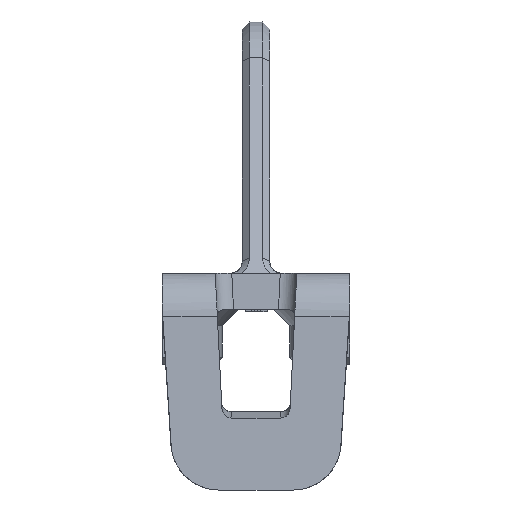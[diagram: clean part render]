
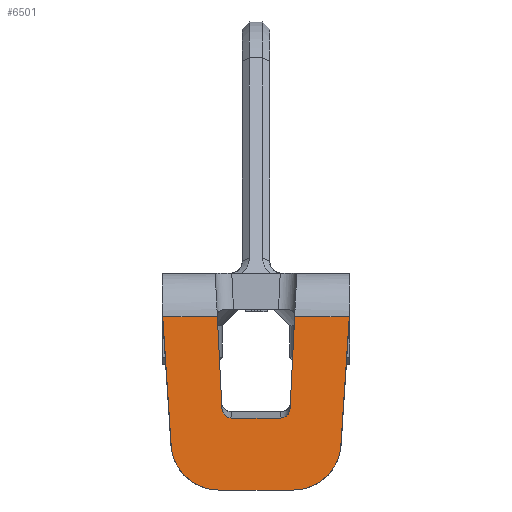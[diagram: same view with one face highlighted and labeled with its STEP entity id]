
A CAD part, left-side view. The second image highlights one B-rep face of the part: STEP entity #6501.
In plain terms, the highlighted planar face has unit normal (-0.996, 0, 0.087).
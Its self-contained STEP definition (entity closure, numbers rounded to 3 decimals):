
#1694=DIRECTION('',(0.087,0.049,0.995));
#1695=VECTOR('',#1694,3.85);
#1696=CARTESIAN_POINT('',(-28.462,1.425,
-5.656));
#1697=LINE('',#1696,#1695);
#1781=CARTESIAN_POINT('',(-28.127,-3.898,
-1.826));
#1786=DIRECTION('',(0.,1.,0.));
#1787=VECTOR('',#1786,2.283);
#1788=CARTESIAN_POINT('',(-28.127,-3.898,
-1.826));
#1789=LINE('',#1788,#1787);
#1802=DIRECTION('',(0.,1.,0.));
#1803=VECTOR('',#1802,2.283);
#1804=CARTESIAN_POINT('',(-28.127,1.615,
-1.826));
#1805=LINE('',#1804,#1803);
#1806=CARTESIAN_POINT('',(-28.127,3.898,
-1.826));
#1820=DIRECTION('',(-0.087,0.049,-0.995));
#1821=VECTOR('',#1820,3.85);
#1822=CARTESIAN_POINT('',(-28.127,-1.615,
-1.826));
#1823=LINE('',#1822,#1821);
#1828=DIRECTION('',(0.,1.,0.));
#1829=VECTOR('',#1828,2.048);
#1830=CARTESIAN_POINT('',(-28.497,-1.024,
-6.049));
#1831=LINE('',#1830,#1829);
#1832=DIRECTION('',(-0.087,0.065,-0.994));
#1833=VECTOR('',#1832,5.396);
#1834=CARTESIAN_POINT('',(-28.127,-3.898,
-1.826));
#1835=LINE('',#1834,#1833);
#1836=CARTESIAN_POINT('',(-28.76,-1.55,-9.06));
#1837=CARTESIAN_POINT('',(-28.76,-1.863,-9.06));
#1838=CARTESIAN_POINT('',(-28.749,-2.367,
-8.93));
#1839=CARTESIAN_POINT('',(-28.715,-2.946,
-8.547));
#1840=CARTESIAN_POINT('',(-28.667,-3.365,
-7.994));
#1841=CARTESIAN_POINT('',(-28.624,-3.527,
-7.501));
#1842=CARTESIAN_POINT('',(-28.596,-3.547,
-7.189));
#1844=DIRECTION('',(0.,1.,0.));
#1845=VECTOR('',#1844,3.101);
#1846=CARTESIAN_POINT('',(-28.76,-1.55,-9.06));
#1847=LINE('',#1846,#1845);
#1848=CARTESIAN_POINT('',(-28.596,3.547,
-7.189));
#1849=CARTESIAN_POINT('',(-28.624,3.527,
-7.501));
#1850=CARTESIAN_POINT('',(-28.667,3.365,
-7.994));
#1851=CARTESIAN_POINT('',(-28.715,2.946,
-8.547));
#1852=CARTESIAN_POINT('',(-28.749,2.367,
-8.93));
#1853=CARTESIAN_POINT('',(-28.76,1.863,-9.06));
#1854=CARTESIAN_POINT('',(-28.76,1.55,-9.06));
#1856=DIRECTION('',(-0.087,-0.065,-0.994));
#1857=VECTOR('',#1856,5.396);
#1858=CARTESIAN_POINT('',(-28.127,3.898,
-1.826));
#1859=LINE('',#1858,#1857);
#1866=CARTESIAN_POINT('',(-28.497,1.024,
-6.049));
#1867=CARTESIAN_POINT('',(-28.497,1.154,
-6.049));
#1868=CARTESIAN_POINT('',(-28.488,1.318,
-5.951));
#1869=CARTESIAN_POINT('',(-28.473,1.419,
-5.785));
#1870=CARTESIAN_POINT('',(-28.462,1.425,
-5.656));
#1950=CARTESIAN_POINT('',(-28.462,-1.425,
-5.656));
#1951=CARTESIAN_POINT('',(-28.473,-1.419,
-5.785));
#1952=CARTESIAN_POINT('',(-28.488,-1.318,
-5.951));
#1953=CARTESIAN_POINT('',(-28.497,-1.154,
-6.049));
#1954=CARTESIAN_POINT('',(-28.497,-1.024,
-6.049));
#4046=VERTEX_POINT('',#1806);
#4047=VERTEX_POINT('',#1781);
#4051=CARTESIAN_POINT('',(-28.596,3.547,
-7.189));
#4052=VERTEX_POINT('',#4051);
#4053=VERTEX_POINT('',#1854);
#4054=VERTEX_POINT('',#1836);
#4055=VERTEX_POINT('',#1842);
#4076=CARTESIAN_POINT('',(-28.127,-1.615,
-1.826));
#4077=VERTEX_POINT('',#4076);
#4078=CARTESIAN_POINT('',(-28.127,1.615,
-1.826));
#4079=VERTEX_POINT('',#4078);
#4096=CARTESIAN_POINT('',(-28.462,-1.425,
-5.656));
#4098=VERTEX_POINT('',#4096);
#4100=CARTESIAN_POINT('',(-28.497,-1.024,
-6.049));
#4102=VERTEX_POINT('',#4100);
#4105=CARTESIAN_POINT('',(-28.462,1.425,
-5.656));
#4107=VERTEX_POINT('',#4105);
#4109=CARTESIAN_POINT('',(-28.497,1.024,
-6.049));
#4111=VERTEX_POINT('',#4109);
#6474=CARTESIAN_POINT('',(-28.76,-3.915,-9.06));
#6475=DIRECTION('',(-0.996,0.,0.087));
#6476=DIRECTION('',(0.087,0.,0.996));
#6477=AXIS2_PLACEMENT_3D('',#6474,#6475,#6476);
#6478=PLANE('',#6477);
#6479=ORIENTED_EDGE('',*,*,#6357,.F.);
#6481=ORIENTED_EDGE('',*,*,#6480,.F.);
#6483=ORIENTED_EDGE('',*,*,#6482,.F.);
#6485=ORIENTED_EDGE('',*,*,#6484,.F.);
#6486=ORIENTED_EDGE('',*,*,#6464,.F.);
#6487=ORIENTED_EDGE('',*,*,#6436,.F.);
#6489=ORIENTED_EDGE('',*,*,#6488,.T.);
#6491=ORIENTED_EDGE('',*,*,#6490,.F.);
#6493=ORIENTED_EDGE('',*,*,#6492,.T.);
#6495=ORIENTED_EDGE('',*,*,#6494,.F.);
#6497=ORIENTED_EDGE('',*,*,#6496,.F.);
#6498=ORIENTED_EDGE('',*,*,#6449,.F.);
#6499=EDGE_LOOP('',(#6479,#6481,#6483,#6485,#6486,#6487,#6489,#6491,#6493,#6495,
#6497,#6498));
#6500=FACE_OUTER_BOUND('',#6499,.F.);
#6501=ADVANCED_FACE('',(#6500),#6478,.T.);
#1843=B_SPLINE_CURVE_WITH_KNOTS('',3,(#1836,#1837,#1838,#1839,#1840,#1841,
#1842),.UNSPECIFIED.,.F.,.F.,(4,1,1,1,4),(0.,0.25,0.5,0.75,1.),
.UNSPECIFIED.);
#1855=B_SPLINE_CURVE_WITH_KNOTS('',3,(#1848,#1849,#1850,#1851,#1852,#1853,
#1854),.UNSPECIFIED.,.F.,.F.,(4,1,1,1,4),(0.,0.25,0.5,0.75,1.),
.UNSPECIFIED.);
#1871=B_SPLINE_CURVE_WITH_KNOTS('',3,(#1866,#1867,#1868,#1869,#1870),
.UNSPECIFIED.,.F.,.F.,(4,1,4),(0.,0.5,1.),.UNSPECIFIED.);
#1955=B_SPLINE_CURVE_WITH_KNOTS('',3,(#1950,#1951,#1952,#1953,#1954),
.UNSPECIFIED.,.F.,.F.,(4,1,4),(0.,0.5,1.),.UNSPECIFIED.);
#6357=EDGE_CURVE('',#4107,#4079,#1697,.T.);
#6436=EDGE_CURVE('',#4047,#4077,#1789,.T.);
#6449=EDGE_CURVE('',#4079,#4046,#1805,.T.);
#6464=EDGE_CURVE('',#4077,#4098,#1823,.T.);
#6480=EDGE_CURVE('',#4111,#4107,#1871,.T.);
#6482=EDGE_CURVE('',#4102,#4111,#1831,.T.);
#6484=EDGE_CURVE('',#4098,#4102,#1955,.T.);
#6488=EDGE_CURVE('',#4047,#4055,#1835,.T.);
#6490=EDGE_CURVE('',#4054,#4055,#1843,.T.);
#6492=EDGE_CURVE('',#4054,#4053,#1847,.T.);
#6494=EDGE_CURVE('',#4052,#4053,#1855,.T.);
#6496=EDGE_CURVE('',#4046,#4052,#1859,.T.);
